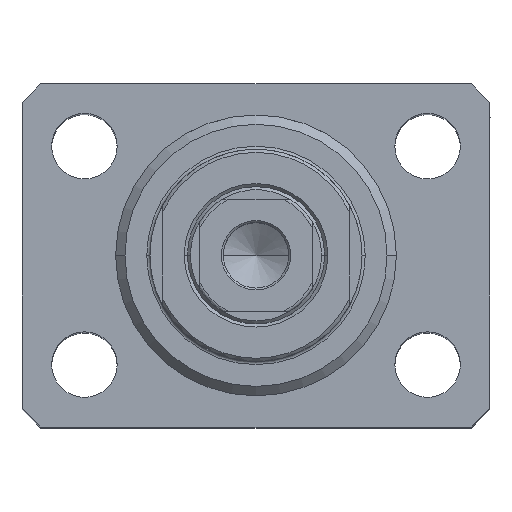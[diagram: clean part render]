
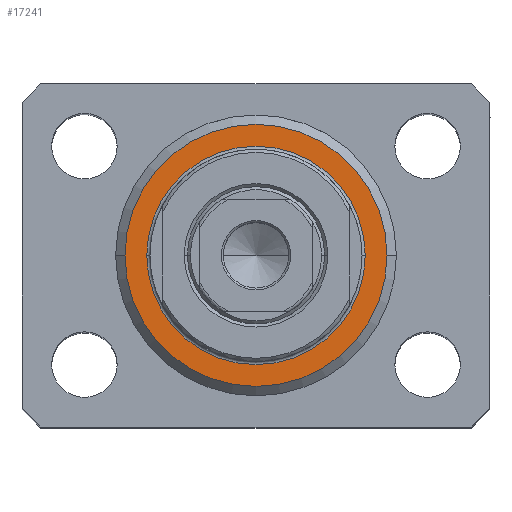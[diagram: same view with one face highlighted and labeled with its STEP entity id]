
A CAD part, top view. The second image highlights one B-rep face of the part: STEP entity #17241.
In plain terms, the highlighted face is planar.
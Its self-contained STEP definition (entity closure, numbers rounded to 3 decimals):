
#40 = FACE_OUTER_BOUND ( 'NONE', #9758, .T. ) ;
#238 = ORIENTED_EDGE ( 'NONE', *, *, #10726, .T. ) ;
#523 = DIRECTION ( 'NONE',  ( 1., 0., 0. ) ) ;
#5661 = VERTEX_POINT ( 'NONE', #37522 ) ;
#5718 = ORIENTED_EDGE ( 'NONE', *, *, #23162, .T. ) ;
#7059 = DIRECTION ( 'NONE',  ( 0., 0., 1. ) ) ;
#7113 = EDGE_CURVE ( 'NONE', #5661, #43324, #40272, .T. ) ;
#8324 = DIRECTION ( 'NONE',  ( 0., 0., 1. ) ) ;
#8565 = CARTESIAN_POINT ( 'NONE',  ( 17.5, 0., 0. ) ) ;
#9758 = EDGE_LOOP ( 'NONE', ( #5718, #43819 ) ) ;
#10726 = EDGE_CURVE ( 'NONE', #43324, #5661, #31314, .T. ) ;
#10822 = CARTESIAN_POINT ( 'NONE',  ( 0., 0., 0. ) ) ;
#11272 = AXIS2_PLACEMENT_3D ( 'NONE', #21993, #29409, #28977 ) ;
#11870 = AXIS2_PLACEMENT_3D ( 'NONE', #35007, #7059, #523 ) ;
#16926 = EDGE_CURVE ( 'NONE', #22621, #23540, #23980, .T. ) ;
#17241 = ADVANCED_FACE ( 'NONE', ( #44461, #40 ), #33867, .F. ) ;
#18946 = AXIS2_PLACEMENT_3D ( 'NONE', #39781, #36394, #19727 ) ;
#19727 = DIRECTION ( 'NONE',  ( 1., 0., 0. ) ) ;
#21993 = CARTESIAN_POINT ( 'NONE',  ( 0., 0., 0. ) ) ;
#22621 = VERTEX_POINT ( 'NONE', #27970 ) ;
#23162 = EDGE_CURVE ( 'NONE', #23540, #22621, #30716, .T. ) ;
#23540 = VERTEX_POINT ( 'NONE', #39718 ) ;
#23980 = CIRCLE ( 'NONE', #18946, 21. ) ;
#24579 = DIRECTION ( 'NONE',  ( 1., 0., 0. ) ) ;
#27545 = DIRECTION ( 'NONE',  ( 0., 0., 1. ) ) ;
#27970 = CARTESIAN_POINT ( 'NONE',  ( -21., 0., 0. ) ) ;
#28977 = DIRECTION ( 'NONE',  ( 1., 0., 0. ) ) ;
#29409 = DIRECTION ( 'NONE',  ( 0., 0., -1. ) ) ;
#30716 = CIRCLE ( 'NONE', #11272, 21. ) ;
#31314 = CIRCLE ( 'NONE', #11870, 17.5 ) ;
#33344 = AXIS2_PLACEMENT_3D ( 'NONE', #44234, #27545, #40840 ) ;
#33867 = PLANE ( 'NONE',  #33344 ) ;
#34453 = EDGE_LOOP ( 'NONE', ( #238, #36689 ) ) ;
#35007 = CARTESIAN_POINT ( 'NONE',  ( 0., 0., 0. ) ) ;
#36394 = DIRECTION ( 'NONE',  ( 0., 0., -1. ) ) ;
#36689 = ORIENTED_EDGE ( 'NONE', *, *, #7113, .T. ) ;
#37522 = CARTESIAN_POINT ( 'NONE',  ( -17.5, 0., 0. ) ) ;
#38818 = AXIS2_PLACEMENT_3D ( 'NONE', #10822, #8324, #24579 ) ;
#39718 = CARTESIAN_POINT ( 'NONE',  ( 21., 0., 0. ) ) ;
#39781 = CARTESIAN_POINT ( 'NONE',  ( 0., 0., 0. ) ) ;
#40272 = CIRCLE ( 'NONE', #38818, 17.5 ) ;
#40840 = DIRECTION ( 'NONE',  ( 1., 0., 0. ) ) ;
#43324 = VERTEX_POINT ( 'NONE', #8565 ) ;
#43819 = ORIENTED_EDGE ( 'NONE', *, *, #16926, .T. ) ;
#44234 = CARTESIAN_POINT ( 'NONE',  ( 0., 0., 0. ) ) ;
#44461 = FACE_BOUND ( 'NONE', #34453, .T. ) ;
